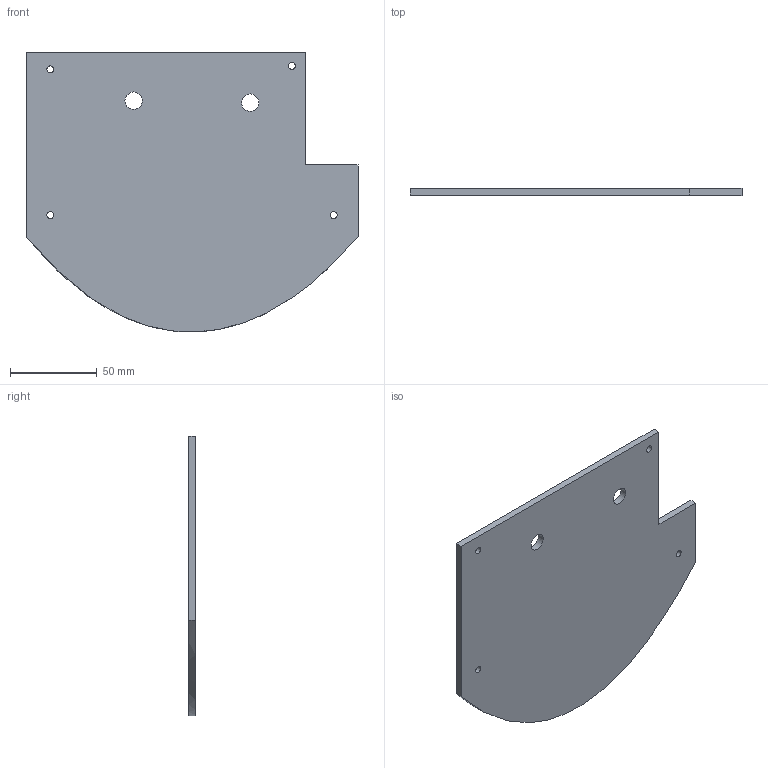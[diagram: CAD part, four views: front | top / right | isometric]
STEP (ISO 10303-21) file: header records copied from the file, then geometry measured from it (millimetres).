
FILE_DESCRIPTION(/* description */ (''),/* implementation_level */ '2;1');
FILE_NAME(/* name */ 'Throttle V2 - Center Plate v5.step',/* time_stamp */ '2025-05-17T17:33:24+01:00',/* author */ (''),/* organization */ (''),/* preprocessor_version */ 'ST-DEVELOPER v20.1',/* originating_system */ 'Autodesk Translation Framework v14.4.0.0',/* authorisation */ '');
FILE_SCHEMA (('AUTOMOTIVE_DESIGN { 1 0 10303 214 3 1 1 }'));
Length unit declared in the file: millimetre
Products named in the file (1): Throttle V2 - Plates
Bounding box: 191 x 4 x 161.07 mm (x, y, z)
Volume: 100681.5 mm3; surface area: 53316.6 mm2
Topology: 1 solids, 1 shells, 14 faces, 36 edges, 24 vertices
Faces by surface type: plane 7, cylinder 6, bspline 1
Full cylindrical faces by diameter (mm): 4 x4, 10 x2
Entity records: 536 total; most frequent: CARTESIAN_POINT 132, DIRECTION 74, ORIENTED_EDGE 72, EDGE_CURVE 36, EDGE_LOOP 26, AXIS2_PLACEMENT_3D 26, VERTEX_POINT 24, LINE 22
